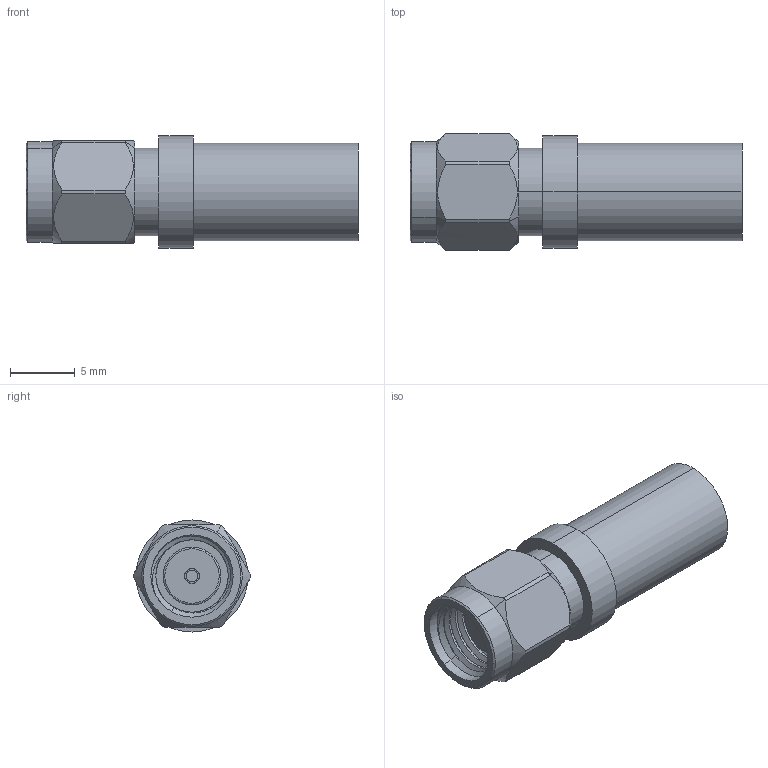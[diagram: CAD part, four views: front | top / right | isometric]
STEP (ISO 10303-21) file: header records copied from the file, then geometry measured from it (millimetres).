
FILE_DESCRIPTION (( 'STEP AP214' ), '1' );
FILE_NAME ('TC-240-SM-RP_FM_3D.step', '2023-09-25T21:39:41', ( '' ), ( '' ), 'SwSTEP 2.0', 'SolidWorks 2022', '' );
FILE_SCHEMA (( 'AUTOMOTIVE_DESIGN' ));
Length unit declared in the file: inch
Products named in the file (1): TC-240-SM-RP_FM_3D
Bounding box: 25.61 x 8.99 x 8.64 mm (x, y, z)
Volume: 757.7 mm3; surface area: 1440.2 mm2
Topology: 2 solids, 3 shells, 101 faces, 249 edges, 162 vertices
Faces by surface type: cylinder 49, plane 32, cone 15, bspline 5
Entity records: 4358 total; most frequent: CARTESIAN_POINT 2067, ORIENTED_EDGE 498, DIRECTION 439, EDGE_CURVE 249, AXIS2_PLACEMENT_3D 181, VERTEX_POINT 162, EDGE_LOOP 111, FACE_OUTER_BOUND 101
